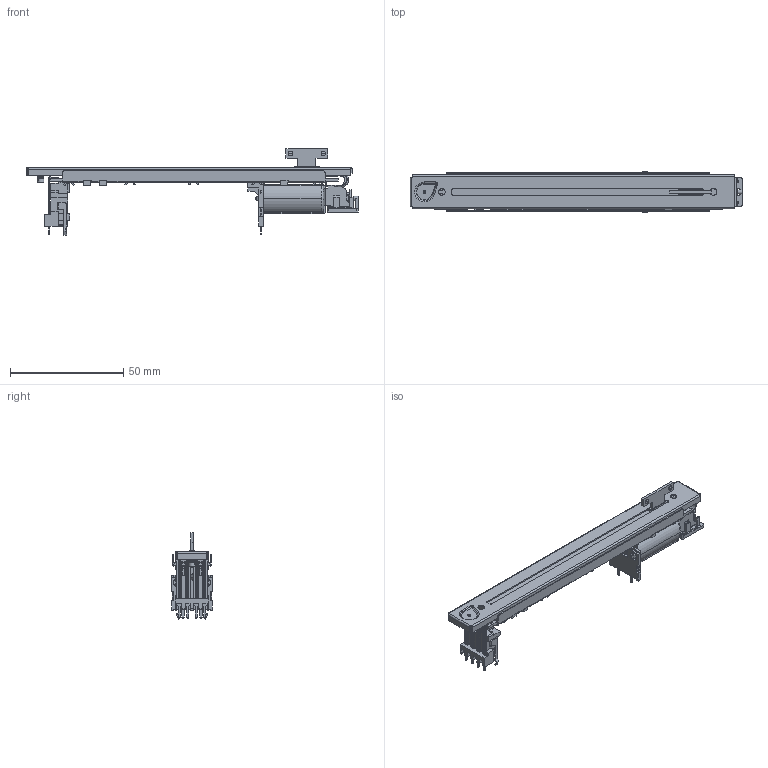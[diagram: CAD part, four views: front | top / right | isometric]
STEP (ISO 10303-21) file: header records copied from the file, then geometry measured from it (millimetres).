
FILE_DESCRIPTION (( 'STEP AP214' ), '1' );
FILE_NAME ('RSA0N11M9A0J.STEP', '2013-01-19T05:02:17', ( '' ), ( '' ), 'SwSTEP 2.0', 'SolidWorks 2010', '' );
FILE_SCHEMA (( 'AUTOMOTIVE_DESIGN' ));
Length unit declared in the file: millimetre
Products named in the file (1): RSA0N11M9A0J
Bounding box: 146.56 x 18 x 38 mm (x, y, z)
Volume: 20301.5 mm3; surface area: 16933.1 mm2
Topology: 1 solids, 1 shells, 1795 faces, 5045 edges, 3231 vertices
Faces by surface type: plane 1189, cylinder 472, torus 82, bspline 28, cone 20, sphere 4
Entity records: 77632 total; most frequent: CARTESIAN_POINT 11045, ORIENTED_EDGE 10048, DIRECTION 9533, EDGE_CURVE 5024, LINE 3783, VECTOR 3783, VERTEX_POINT 3229, AXIS2_PLACEMENT_3D 2875
